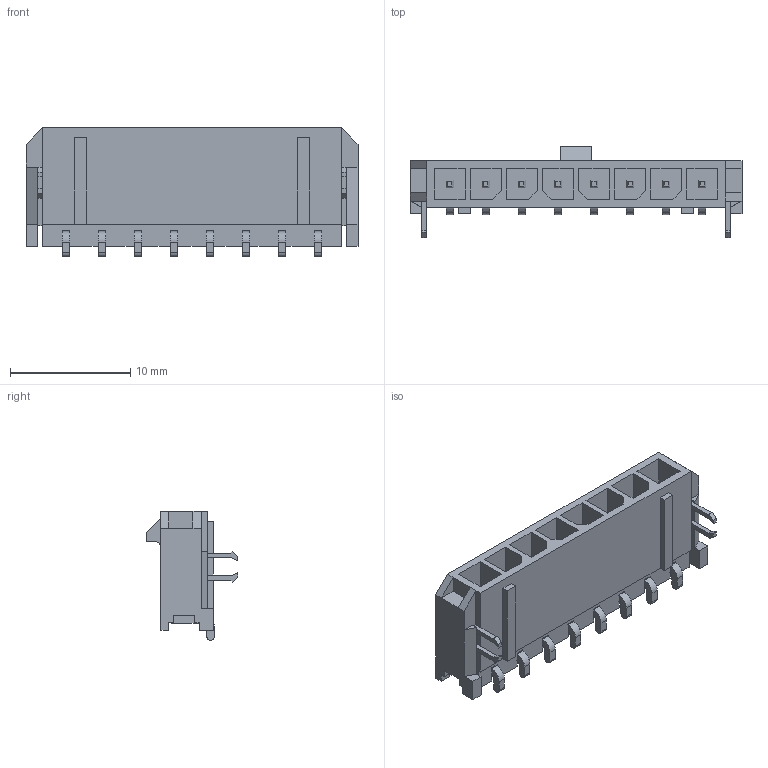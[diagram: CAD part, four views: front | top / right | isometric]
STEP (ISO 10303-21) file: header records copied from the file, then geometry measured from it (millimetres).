
FILE_DESCRIPTION((''),'2;1');
FILE_NAME('436500809','2015-11-16T',('gga'),(''),'PRO/ENGINEER BY PARAMETRIC TECHNOLOGY CORPORATION, 2011490','PRO/ENGINEER BY PARAMETRIC TECHNOLOGY CORPORATION, 2011490','');
FILE_SCHEMA(('CONFIG_CONTROL_DESIGN'));
Length unit declared in the file: millimetre
Products named in the file (1): 436500809
Bounding box: 27.64 x 7.61 x 10.74 mm (x, y, z)
Volume: 648.8 mm3; surface area: 1654.1 mm2
Topology: 2 solids, 2 shells, 477 faces, 1348 edges, 864 vertices
Faces by surface type: plane 452, cylinder 25
Entity records: 15067 total; most frequent: CARTESIAN_POINT 2654, ORIENTED_EDGE 2624, DIRECTION 2390, EDGE_CURVE 1312, VECTOR 1262, LINE 1262, VERTEX_POINT 828, AXIS2_PLACEMENT_3D 564
